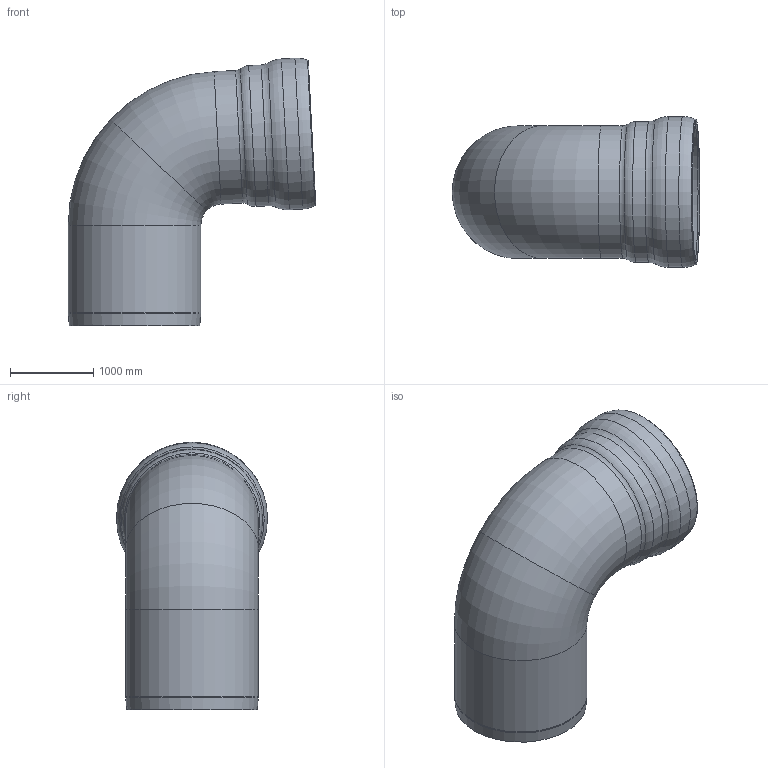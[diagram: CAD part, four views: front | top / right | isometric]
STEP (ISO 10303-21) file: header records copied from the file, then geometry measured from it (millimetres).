
FILE_DESCRIPTION(/* description */ (''),/* implementation_level */ '2;1');
FILE_NAME(/* name */ '00300.150X_3D.stp',/* time_stamp */ '2024-12-11T12:42:12+01:00',/* author */ ('CAD'),/* organization */ (''),/* preprocessor_version */ 'ST-DEVELOPER v20',/* originating_system */ 'AutoCAD Mechanical',/* authorisation */ '');
FILE_SCHEMA (('AUTOMOTIVE_DESIGN { 1 0 10303 214 3 1 1 }'));
Length unit declared in the file: centimetre
Products named in the file (2): Product; *S0
Assembly tree (1 placements, depth 2):
  Product
    *S0
Bounding box: 2967.49 x 1810 x 3206.99 mm (x, y, z)
Volume: 496893043.2 mm3; surface area: 40264467.3 mm2
Topology: 2 solids, 2 shells, 32 faces, 78 edges, 50 vertices
Faces by surface type: torus 16, cylinder 7, cone 5, plane 4
Full cylindrical faces by diameter (mm): 1540 x2, 1590 x2, 1640 x1, 1690 x1, 1810 x1
Entity records: 1030 total; most frequent: DIRECTION 214, CARTESIAN_POINT 163, ORIENTED_EDGE 156, AXIS2_PLACEMENT_3D 101, EDGE_CURVE 78, CIRCLE 66, VERTEX_POINT 50, EDGE_LOOP 36
